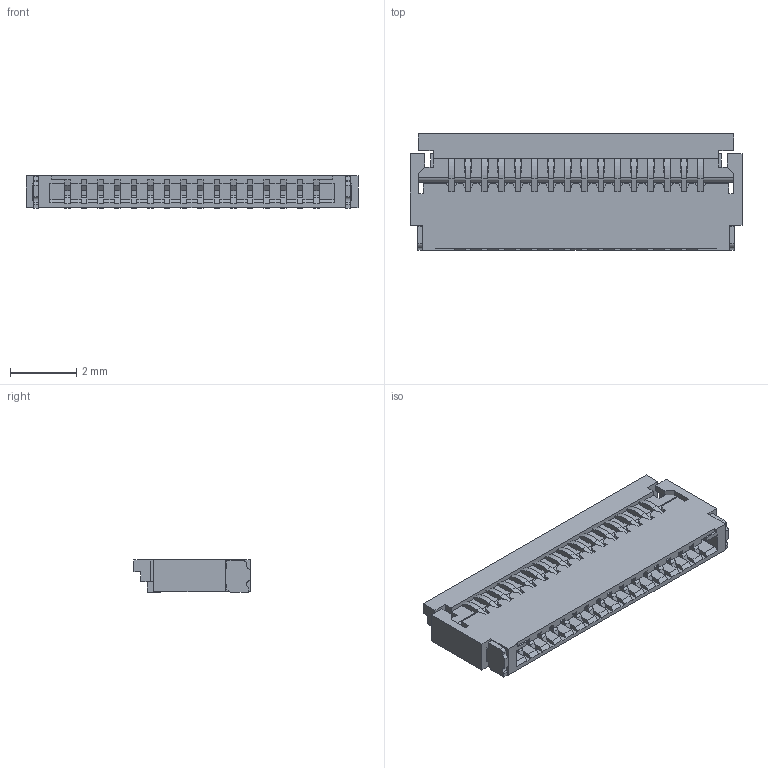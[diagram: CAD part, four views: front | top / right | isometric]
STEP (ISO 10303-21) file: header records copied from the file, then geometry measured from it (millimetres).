
FILE_DESCRIPTION( ( 'Unknown' ), '1' );
FILE_NAME( '687116182122.stp', 'Unknown', ( 'Unknown' ), ( 'Unknown' ), 'PSStep 17.0.49', 'Unknown', ' ' );
FILE_SCHEMA( ( 'AUTOMOTIVE_DESIGN { 1 0 10303 214 1 1 1 1 }' ) );
Length unit declared in the file: millimetre
Products named in the file (5): Assem1; 6871xx182122_Pad; 6871xx182122_Pin; 687116182122; 687116182122_Actuator
Assembly tree (20 placements, depth 2):
  Assem1
    6871xx182122_Pad  x2
    6871xx182122_Pin  x16
    687116182122
    687116182122_Actuator
Bounding box: 10 x 3.5 x 0.99 mm (x, y, z)
Volume: 22 mm3; surface area: 256.3 mm2
Topology: 20 solids, 20 shells, 891 faces, 2663 edges, 1764 vertices
Faces by surface type: plane 783, cylinder 108
Entity records: 19829 total; most frequent: ORIENTED_EDGE 2950, CARTESIAN_POINT 2931, DIRECTION 2449, EDGE_CURVE 1475, LINE 1449, VECTOR 1449, VERTEX_POINT 982, AXIS2_PLACEMENT_3D 500
